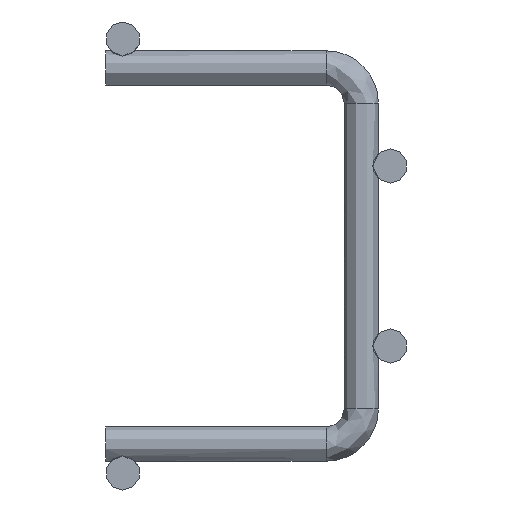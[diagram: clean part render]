
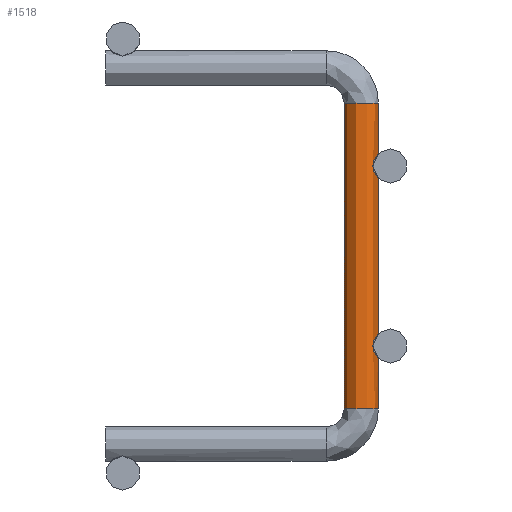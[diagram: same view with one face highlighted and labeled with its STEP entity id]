
A CAD part, left-side view. The second image highlights one B-rep face of the part: STEP entity #1518.
In plain terms, the highlighted cylindrical face has radius 1.9 mm (diameter 3.8 mm), a partial arc.
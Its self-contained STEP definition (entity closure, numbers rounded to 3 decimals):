
#142 = CARTESIAN_POINT ( 'NONE',  ( 15.1, 1.52, -8.85 ) ) ;
#227 = CARTESIAN_POINT ( 'NONE',  ( 15.099, 1.521, -11.149 ) ) ;
#331 = CARTESIAN_POINT ( 'NONE',  ( 14.642, 1.869, 10.388 ) ) ;
#587 = EDGE_CURVE ( 'NONE', #2916, #11517, #18196, .T. ) ;
#735 = VECTOR ( 'NONE', #21483, 1000. ) ;
#761 = CARTESIAN_POINT ( 'NONE',  ( 16., 5.1, 17. ) ) ;
#1518 = ADVANCED_FACE ( 'NONE', ( #7382 ), #16108, .T. ) ;
#2288 = CARTESIAN_POINT ( 'NONE',  ( 14.859, 1.68, -9.108 ) ) ;
#2371 = CARTESIAN_POINT ( 'NONE',  ( 15.611, 1.331, -11.358 ) ) ;
#2378 = CARTESIAN_POINT ( 'NONE',  ( 15.617, 1.337, 8.649 ) ) ;
#2465 = CARTESIAN_POINT ( 'NONE',  ( 14.766, 1.754, 10.736 ) ) ;
#2896 = ORIENTED_EDGE ( 'NONE', *, *, #10246, .F. ) ;
#2916 = VERTEX_POINT ( 'NONE', #10774 ) ;
#3281 = EDGE_CURVE ( 'NONE', #19786, #15704, #25061, .T. ) ;
#4225 = DIRECTION ( 'NONE',  ( 0., 0., 1. ) ) ;
#4275 = CARTESIAN_POINT ( 'NONE',  ( 16., 1.3, -17. ) ) ;
#4400 = CARTESIAN_POINT ( 'NONE',  ( 14.73, 1.786, -9.345 ) ) ;
#4483 = CARTESIAN_POINT ( 'NONE',  ( 16., 1.3, -11.386 ) ) ;
#4491 = CARTESIAN_POINT ( 'NONE',  ( 15.259, 1.441, 8.759 ) ) ;
#4591 = CARTESIAN_POINT ( 'NONE',  ( 14.911, 1.641, 10.961 ) ) ;
#4947 = DIRECTION ( 'NONE',  ( 0., 0., -1. ) ) ;
#5262 = VERTEX_POINT ( 'NONE', #20706 ) ;
#6016 = VECTOR ( 'NONE', #15993, 1000. ) ;
#6441 = CARTESIAN_POINT ( 'NONE',  ( 16., 1.3, -8.614 ) ) ;
#6537 = CARTESIAN_POINT ( 'NONE',  ( 14.614, 1.9, -9.806 ) ) ;
#6632 = CARTESIAN_POINT ( 'NONE',  ( 14.914, 1.639, 9.037 ) ) ;
#6686 = LINE ( 'NONE', #24613, #6016 ) ;
#6722 = CARTESIAN_POINT ( 'NONE',  ( 15.257, 1.441, 11.24 ) ) ;
#7076 = ORIENTED_EDGE ( 'NONE', *, *, #23562, .F. ) ;
#7382 = FACE_OUTER_BOUND ( 'NONE', #21172, .T. ) ;
#7438 = ORIENTED_EDGE ( 'NONE', *, *, #27295, .T. ) ;
#7764 = AXIS2_PLACEMENT_3D ( 'NONE', #17791, #4947, #19946 ) ;
#8294 = VECTOR ( 'NONE', #24339, 1000. ) ;
#8569 = CARTESIAN_POINT ( 'NONE',  ( 16., 1.3, -17. ) ) ;
#8625 = B_SPLINE_CURVE_WITH_KNOTS ( 'NONE', 3,
 ( #6441, #21494, #23630, #10718, #25709, #12903, #142, #15065, #2288, #17220, #4400, #19385, #6537, #21569, #8674, #23725, #10806, #25799, #13005, #227, #15161, #2371, #17322, #4483 ),
 .UNSPECIFIED., .F., .F.,
 ( 4, 2, 2, 2, 2, 2, 2, 2, 2, 2, 2, 4 ),
 ( 0.005, 0.005, 0.005, 0.006, 0.006, 0.006, 0.007, 0.008, 0.008, 0.008, 0.009, 0.009 ),
 .UNSPECIFIED. ) ;
#8674 = CARTESIAN_POINT ( 'NONE',  ( 14.642, 1.869, -10.388 ) ) ;
#8764 = CARTESIAN_POINT ( 'NONE',  ( 14.767, 1.753, 9.262 ) ) ;
#8852 = CARTESIAN_POINT ( 'NONE',  ( 15.804, 1.3, 11.386 ) ) ;
#9333 = EDGE_CURVE ( 'NONE', #18370, #5262, #12043, .T. ) ;
#9507 = EDGE_CURVE ( 'NONE', #11517, #9757, #6686, .T. ) ;
#9757 = VERTEX_POINT ( 'NONE', #16795 ) ;
#9929 = CARTESIAN_POINT ( 'NONE',  ( 16., 1.3, -17. ) ) ;
#9960 = AXIS2_PLACEMENT_3D ( 'NONE', #16045, #16017, #15988 ) ;
#10246 = EDGE_CURVE ( 'NONE', #2916, #24048, #25369, .T. ) ;
#10718 = CARTESIAN_POINT ( 'NONE',  ( 15.617, 1.337, -8.649 ) ) ;
#10774 = CARTESIAN_POINT ( 'NONE',  ( 16., 5.1, -17. ) ) ;
#10806 = CARTESIAN_POINT ( 'NONE',  ( 14.766, 1.754, -10.736 ) ) ;
#10898 = CARTESIAN_POINT ( 'NONE',  ( 14.641, 1.869, 9.612 ) ) ;
#11343 = CARTESIAN_POINT ( 'NONE',  ( 16., 5.1, -17. ) ) ;
#11517 = VERTEX_POINT ( 'NONE', #9929 ) ;
#12043 = LINE ( 'NONE', #8569, #735 ) ;
#12567 = CARTESIAN_POINT ( 'NONE',  ( 16., 1.3, 11.386 ) ) ;
#12903 = CARTESIAN_POINT ( 'NONE',  ( 15.259, 1.441, -8.759 ) ) ;
#12910 = CARTESIAN_POINT ( 'NONE',  ( 15.806, 1.308, 8.621 ) ) ;
#12930 = EDGE_CURVE ( 'NONE', #15704, #18370, #17012, .T. ) ;
#13005 = CARTESIAN_POINT ( 'NONE',  ( 14.911, 1.641, -10.961 ) ) ;
#13010 = CARTESIAN_POINT ( 'NONE',  ( 15.902, 1.3, 8.614 ) ) ;
#13092 = CARTESIAN_POINT ( 'NONE',  ( 14.614, 1.9, 10.193 ) ) ;
#13224 = CARTESIAN_POINT ( 'NONE',  ( 16., 1.3, 8.614 ) ) ;
#14472 = AXIS2_PLACEMENT_3D ( 'NONE', #23827, #17358, #22896 ) ;
#15065 = CARTESIAN_POINT ( 'NONE',  ( 14.914, 1.639, -9.037 ) ) ;
#15161 = CARTESIAN_POINT ( 'NONE',  ( 15.257, 1.441, -11.24 ) ) ;
#15166 = CARTESIAN_POINT ( 'NONE',  ( 16., 1.3, 8.614 ) ) ;
#15247 = CARTESIAN_POINT ( 'NONE',  ( 14.729, 1.787, 10.651 ) ) ;
#15704 = VERTEX_POINT ( 'NONE', #13224 ) ;
#15988 = DIRECTION ( 'NONE',  ( 0., -1., 0. ) ) ;
#15993 = DIRECTION ( 'NONE',  ( 0., 0., 1. ) ) ;
#16017 = DIRECTION ( 'NONE',  ( 0., 0., 1. ) ) ;
#16045 = CARTESIAN_POINT ( 'NONE',  ( 16., 3.2, -17. ) ) ;
#16084 = ORIENTED_EDGE ( 'NONE', *, *, #3281, .T. ) ;
#16108 = CYLINDRICAL_SURFACE ( 'NONE', #14472, 1.9 ) ;
#16795 = CARTESIAN_POINT ( 'NONE',  ( 16., 1.3, -11.386 ) ) ;
#17012 = B_SPLINE_CURVE_WITH_KNOTS ( 'NONE', 3,
 ( #15166, #13010, #12910, #2378, #17328, #4491, #19485, #6632, #21671, #8764, #23822, #10898, #25900, #13092, #331, #15247, #2465, #17415, #4591, #19558, #6722, #21763, #8852, #23902 ),
 .UNSPECIFIED., .F., .F.,
 ( 4, 2, 2, 2, 2, 2, 2, 2, 2, 2, 2, 4 ),
 ( 0.005, 0.005, 0.005, 0.006, 0.006, 0.006, 0.007, 0.008, 0.008, 0.008, 0.009, 0.009 ),
 .UNSPECIFIED. ) ;
#17220 = CARTESIAN_POINT ( 'NONE',  ( 14.767, 1.753, -9.262 ) ) ;
#17322 = CARTESIAN_POINT ( 'NONE',  ( 15.804, 1.3, -11.386 ) ) ;
#17328 = CARTESIAN_POINT ( 'NONE',  ( 15.523, 1.359, 8.671 ) ) ;
#17358 = DIRECTION ( 'NONE',  ( 0., 0., 1. ) ) ;
#17415 = CARTESIAN_POINT ( 'NONE',  ( 14.858, 1.68, 10.891 ) ) ;
#17791 = CARTESIAN_POINT ( 'NONE',  ( 16., 3.2, 17. ) ) ;
#18196 = CIRCLE ( 'NONE', #9960, 1.9 ) ;
#18370 = VERTEX_POINT ( 'NONE', #12567 ) ;
#19372 = VECTOR ( 'NONE', #4225, 1000. ) ;
#19385 = CARTESIAN_POINT ( 'NONE',  ( 14.641, 1.869, -9.612 ) ) ;
#19485 = CARTESIAN_POINT ( 'NONE',  ( 15.1, 1.52, 8.85 ) ) ;
#19558 = CARTESIAN_POINT ( 'NONE',  ( 15.099, 1.521, 11.149 ) ) ;
#19669 = ORIENTED_EDGE ( 'NONE', *, *, #587, .T. ) ;
#19786 = VERTEX_POINT ( 'NONE', #25299 ) ;
#19946 = DIRECTION ( 'NONE',  ( 0., -1., 0. ) ) ;
#20080 = ORIENTED_EDGE ( 'NONE', *, *, #9507, .T. ) ;
#20379 = ORIENTED_EDGE ( 'NONE', *, *, #12930, .T. ) ;
#20706 = CARTESIAN_POINT ( 'NONE',  ( 16., 1.3, 17. ) ) ;
#21172 = EDGE_LOOP ( 'NONE', ( #2896, #19669, #20080, #7076, #16084, #20379, #27371, #7438 ) ) ;
#21483 = DIRECTION ( 'NONE',  ( 0., 0., 1. ) ) ;
#21494 = CARTESIAN_POINT ( 'NONE',  ( 15.902, 1.3, -8.614 ) ) ;
#21569 = CARTESIAN_POINT ( 'NONE',  ( 14.614, 1.9, -10.193 ) ) ;
#21671 = CARTESIAN_POINT ( 'NONE',  ( 14.859, 1.68, 9.108 ) ) ;
#21763 = CARTESIAN_POINT ( 'NONE',  ( 15.611, 1.331, 11.358 ) ) ;
#22896 = DIRECTION ( 'NONE',  ( 0., -1., 0. ) ) ;
#23562 = EDGE_CURVE ( 'NONE', #19786, #9757, #8625, .T. ) ;
#23630 = CARTESIAN_POINT ( 'NONE',  ( 15.806, 1.308, -8.621 ) ) ;
#23696 = CIRCLE ( 'NONE', #7764, 1.9 ) ;
#23725 = CARTESIAN_POINT ( 'NONE',  ( 14.729, 1.787, -10.651 ) ) ;
#23822 = CARTESIAN_POINT ( 'NONE',  ( 14.73, 1.786, 9.345 ) ) ;
#23827 = CARTESIAN_POINT ( 'NONE',  ( 16., 3.2, -17. ) ) ;
#23902 = CARTESIAN_POINT ( 'NONE',  ( 16., 1.3, 11.386 ) ) ;
#24048 = VERTEX_POINT ( 'NONE', #761 ) ;
#24339 = DIRECTION ( 'NONE',  ( 0., 0., 1. ) ) ;
#24613 = CARTESIAN_POINT ( 'NONE',  ( 16., 1.3, -17. ) ) ;
#25061 = LINE ( 'NONE', #4275, #19372 ) ;
#25299 = CARTESIAN_POINT ( 'NONE',  ( 16., 1.3, -8.614 ) ) ;
#25369 = LINE ( 'NONE', #11343, #8294 ) ;
#25709 = CARTESIAN_POINT ( 'NONE',  ( 15.523, 1.359, -8.671 ) ) ;
#25799 = CARTESIAN_POINT ( 'NONE',  ( 14.858, 1.68, -10.891 ) ) ;
#25900 = CARTESIAN_POINT ( 'NONE',  ( 14.614, 1.9, 9.806 ) ) ;
#27295 = EDGE_CURVE ( 'NONE', #5262, #24048, #23696, .T. ) ;
#27371 = ORIENTED_EDGE ( 'NONE', *, *, #9333, .T. ) ;
